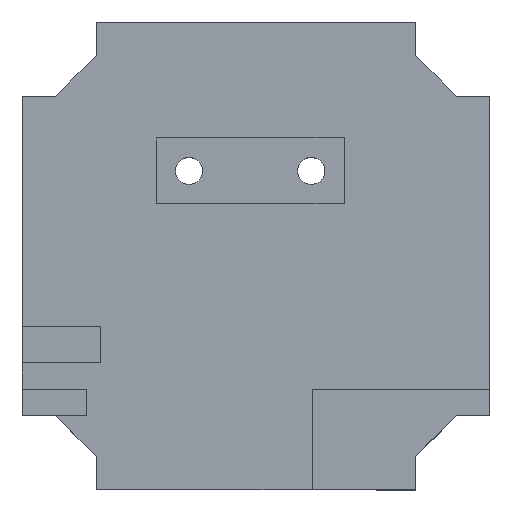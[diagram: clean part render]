
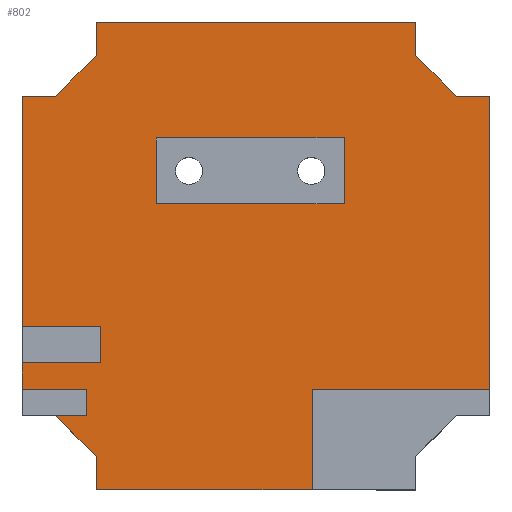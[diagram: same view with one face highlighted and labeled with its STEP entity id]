
A CAD part, top view. The second image highlights one B-rep face of the part: STEP entity #802.
In plain terms, the highlighted planar face has unit normal (0, 0, 1).
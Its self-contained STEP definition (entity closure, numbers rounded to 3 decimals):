
#32=FACE_BOUND('',#155,.T.);
#66=PLANE('',#873);
#105=FACE_OUTER_BOUND('',#154,.T.);
#154=EDGE_LOOP('',(#716,#717,#718,#719,#720,#721,#722,#723,#724,#725,#726,
#727,#728,#729,#730,#731,#732,#733,#734,#735,#736));
#155=EDGE_LOOP('',(#737,#738,#739,#740));
#162=LINE('',#1097,#258);
#166=LINE('',#1105,#262);
#169=LINE('',#1111,#265);
#172=LINE('',#1116,#268);
#179=LINE('',#1144,#275);
#182=LINE('',#1150,#278);
#188=LINE('',#1163,#284);
#192=LINE('',#1170,#288);
#203=LINE('',#1194,#299);
#206=LINE('',#1200,#302);
#208=LINE('',#1203,#304);
#209=LINE('',#1207,#305);
#213=LINE('',#1215,#309);
#216=LINE('',#1221,#312);
#219=LINE('',#1228,#315);
#223=LINE('',#1236,#319);
#226=LINE('',#1242,#322);
#229=LINE('',#1249,#325);
#233=LINE('',#1257,#329);
#238=LINE('',#1265,#334);
#246=LINE('',#1281,#342);
#248=LINE('',#1284,#344);
#250=LINE('',#1287,#346);
#252=LINE('',#1290,#348);
#253=LINE('',#1291,#349);
#258=VECTOR('',#900,10.);
#262=VECTOR('',#906,10.);
#265=VECTOR('',#911,10.);
#268=VECTOR('',#916,10.);
#275=VECTOR('',#945,10.);
#278=VECTOR('',#950,10.);
#284=VECTOR('',#960,10.);
#288=VECTOR('',#966,10.);
#299=VECTOR('',#983,10.);
#302=VECTOR('',#988,10.);
#304=VECTOR('',#992,10.);
#305=VECTOR('',#995,10.);
#309=VECTOR('',#1001,10.);
#312=VECTOR('',#1006,10.);
#315=VECTOR('',#1011,10.);
#319=VECTOR('',#1017,10.);
#322=VECTOR('',#1022,10.);
#325=VECTOR('',#1027,10.);
#329=VECTOR('',#1033,10.);
#334=VECTOR('',#1040,10.);
#342=VECTOR('',#1056,10.);
#344=VECTOR('',#1060,10.);
#346=VECTOR('',#1064,10.);
#348=VECTOR('',#1068,10.);
#349=VECTOR('',#1069,10.);
#369=VERTEX_POINT('',#1095);
#370=VERTEX_POINT('',#1096);
#373=VERTEX_POINT('',#1104);
#375=VERTEX_POINT('',#1110);
#385=VERTEX_POINT('',#1141);
#386=VERTEX_POINT('',#1143);
#388=VERTEX_POINT('',#1149);
#392=VERTEX_POINT('',#1160);
#393=VERTEX_POINT('',#1162);
#395=VERTEX_POINT('',#1168);
#404=VERTEX_POINT('',#1191);
#405=VERTEX_POINT('',#1193);
#406=VERTEX_POINT('',#1197);
#407=VERTEX_POINT('',#1199);
#408=VERTEX_POINT('',#1205);
#409=VERTEX_POINT('',#1206);
#412=VERTEX_POINT('',#1214);
#414=VERTEX_POINT('',#1220);
#416=VERTEX_POINT('',#1226);
#417=VERTEX_POINT('',#1227);
#420=VERTEX_POINT('',#1235);
#422=VERTEX_POINT('',#1241);
#424=VERTEX_POINT('',#1247);
#425=VERTEX_POINT('',#1248);
#428=VERTEX_POINT('',#1256);
#444=EDGE_CURVE('',#369,#370,#162,.T.);
#448=EDGE_CURVE('',#370,#373,#166,.T.);
#451=EDGE_CURVE('',#373,#375,#169,.T.);
#454=EDGE_CURVE('',#375,#369,#172,.T.);
#467=EDGE_CURVE('',#386,#385,#179,.T.);
#470=EDGE_CURVE('',#388,#386,#182,.T.);
#476=EDGE_CURVE('',#393,#392,#188,.T.);
#480=EDGE_CURVE('',#392,#395,#192,.T.);
#491=EDGE_CURVE('',#405,#404,#203,.T.);
#494=EDGE_CURVE('',#407,#406,#206,.T.);
#496=EDGE_CURVE('',#404,#407,#208,.T.);
#497=EDGE_CURVE('',#408,#409,#209,.T.);
#501=EDGE_CURVE('',#409,#412,#213,.T.);
#504=EDGE_CURVE('',#412,#414,#216,.T.);
#507=EDGE_CURVE('',#416,#417,#219,.T.);
#511=EDGE_CURVE('',#420,#416,#223,.T.);
#514=EDGE_CURVE('',#422,#420,#226,.T.);
#517=EDGE_CURVE('',#424,#425,#229,.T.);
#521=EDGE_CURVE('',#425,#428,#233,.T.);
#526=EDGE_CURVE('',#385,#428,#238,.T.);
#534=EDGE_CURVE('',#414,#395,#246,.T.);
#536=EDGE_CURVE('',#417,#408,#248,.T.);
#538=EDGE_CURVE('',#393,#424,#250,.T.);
#540=EDGE_CURVE('',#388,#406,#252,.T.);
#541=EDGE_CURVE('',#405,#422,#253,.T.);
#716=ORIENTED_EDGE('',*,*,#526,.T.);
#717=ORIENTED_EDGE('',*,*,#521,.F.);
#718=ORIENTED_EDGE('',*,*,#517,.F.);
#719=ORIENTED_EDGE('',*,*,#538,.F.);
#720=ORIENTED_EDGE('',*,*,#476,.T.);
#721=ORIENTED_EDGE('',*,*,#480,.T.);
#722=ORIENTED_EDGE('',*,*,#534,.F.);
#723=ORIENTED_EDGE('',*,*,#504,.F.);
#724=ORIENTED_EDGE('',*,*,#501,.F.);
#725=ORIENTED_EDGE('',*,*,#497,.F.);
#726=ORIENTED_EDGE('',*,*,#536,.F.);
#727=ORIENTED_EDGE('',*,*,#507,.F.);
#728=ORIENTED_EDGE('',*,*,#511,.F.);
#729=ORIENTED_EDGE('',*,*,#514,.F.);
#730=ORIENTED_EDGE('',*,*,#541,.F.);
#731=ORIENTED_EDGE('',*,*,#491,.T.);
#732=ORIENTED_EDGE('',*,*,#496,.T.);
#733=ORIENTED_EDGE('',*,*,#494,.T.);
#734=ORIENTED_EDGE('',*,*,#540,.F.);
#735=ORIENTED_EDGE('',*,*,#470,.T.);
#736=ORIENTED_EDGE('',*,*,#467,.T.);
#737=ORIENTED_EDGE('',*,*,#444,.T.);
#738=ORIENTED_EDGE('',*,*,#448,.T.);
#739=ORIENTED_EDGE('',*,*,#451,.T.);
#740=ORIENTED_EDGE('',*,*,#454,.T.);
#802=ADVANCED_FACE('',(#105,#32),#66,.T.);
#873=AXIS2_PLACEMENT_3D('',#1293,#1071,#1072);
#900=DIRECTION('',(0.,1.,0.));
#906=DIRECTION('',(1.,0.,0.));
#911=DIRECTION('',(0.,-1.,0.));
#916=DIRECTION('',(-1.,0.,0.));
#945=DIRECTION('',(0.,-1.,0.));
#950=DIRECTION('',(1.,0.,0.));
#960=DIRECTION('',(0.,1.,0.));
#966=DIRECTION('',(1.,0.,0.));
#983=DIRECTION('',(1.,0.,0.));
#988=DIRECTION('',(-1.,0.,0.));
#992=DIRECTION('',(0.,-1.,0.));
#995=DIRECTION('',(0.,-1.,0.));
#1001=DIRECTION('',(0.707,-0.707,0.));
#1006=DIRECTION('',(1.,0.,0.));
#1011=DIRECTION('',(0.,1.,0.));
#1017=DIRECTION('',(0.707,0.707,0.));
#1022=DIRECTION('',(1.,0.,0.));
#1027=DIRECTION('',(0.,1.,0.));
#1033=DIRECTION('',(-0.707,0.707,0.));
#1040=DIRECTION('',(-1.,0.,0.));
#1056=DIRECTION('',(0.,-1.,0.));
#1060=DIRECTION('',(1.,0.,0.));
#1064=DIRECTION('',(-1.,0.,0.));
#1068=DIRECTION('',(0.,1.,0.));
#1069=DIRECTION('',(0.,1.,0.));
#1071=DIRECTION('center_axis',(0.,0.,1.));
#1072=DIRECTION('ref_axis',(1.,0.,0.));
#1095=CARTESIAN_POINT('',(-31.55,26.465,14.));
#1096=CARTESIAN_POINT('',(-31.55,33.465,14.));
#1097=CARTESIAN_POINT('',(-31.55,27.198,14.));
#1104=CARTESIAN_POINT('',(-11.55,33.465,14.));
#1105=CARTESIAN_POINT('',(-16.176,33.465,14.));
#1110=CARTESIAN_POINT('',(-11.55,26.465,14.));
#1111=CARTESIAN_POINT('',(-11.55,23.698,14.));
#1116=CARTESIAN_POINT('',(-26.176,26.465,14.));
#1141=CARTESIAN_POINT('',(-38.949,3.93,14.));
#1143=CARTESIAN_POINT('',(-38.949,6.73,14.));
#1144=CARTESIAN_POINT('',(-38.949,12.43,14.));
#1149=CARTESIAN_POINT('',(-45.83,6.73,14.));
#1150=CARTESIAN_POINT('',(-29.876,6.73,14.));
#1160=CARTESIAN_POINT('',(-14.947,6.73,14.));
#1162=CARTESIAN_POINT('',(-14.947,-3.97,14.));
#1163=CARTESIAN_POINT('',(-14.947,13.83,14.));
#1168=CARTESIAN_POINT('',(3.97,6.73,14.));
#1170=CARTESIAN_POINT('',(-8.416,6.73,14.));
#1191=CARTESIAN_POINT('',(-37.513,13.43,14.));
#1193=CARTESIAN_POINT('',(-45.83,13.43,14.));
#1194=CARTESIAN_POINT('',(-29.158,13.43,14.));
#1197=CARTESIAN_POINT('',(-45.83,9.562,14.));
#1199=CARTESIAN_POINT('',(-37.513,9.562,14.));
#1200=CARTESIAN_POINT('',(-33.316,9.562,14.));
#1203=CARTESIAN_POINT('',(-37.513,15.246,14.));
#1205=CARTESIAN_POINT('',(-3.93,45.83,14.));
#1206=CARTESIAN_POINT('',(-3.93,42.255,14.));
#1207=CARTESIAN_POINT('',(-3.93,31.593,14.));
#1214=CARTESIAN_POINT('',(0.395,37.93,14.));
#1215=CARTESIAN_POINT('',(-0.686,39.011,14.));
#1220=CARTESIAN_POINT('',(3.97,37.93,14.));
#1221=CARTESIAN_POINT('',(-8.48,37.93,14.));
#1226=CARTESIAN_POINT('',(-37.93,42.255,14.));
#1227=CARTESIAN_POINT('',(-37.93,45.83,14.));
#1228=CARTESIAN_POINT('',(-37.93,33.38,14.));
#1235=CARTESIAN_POINT('',(-42.255,37.93,14.));
#1236=CARTESIAN_POINT('',(-39.011,41.174,14.));
#1241=CARTESIAN_POINT('',(-45.83,37.93,14.));
#1242=CARTESIAN_POINT('',(-31.593,37.93,14.));
#1247=CARTESIAN_POINT('',(-37.93,-3.97,14.));
#1248=CARTESIAN_POINT('',(-37.93,-0.395,14.));
#1249=CARTESIAN_POINT('',(-37.93,10.267,14.));
#1256=CARTESIAN_POINT('',(-42.255,3.93,14.));
#1257=CARTESIAN_POINT('',(-41.174,2.849,14.));
#1265=CARTESIAN_POINT('',(-33.316,3.93,14.));
#1281=CARTESIAN_POINT('',(3.97,29.33,14.));
#1284=CARTESIAN_POINT('',(-29.33,45.83,14.));
#1287=CARTESIAN_POINT('',(-12.53,-3.97,14.));
#1290=CARTESIAN_POINT('',(-45.83,12.53,14.));
#1291=CARTESIAN_POINT('',(-45.83,12.53,14.));
#1293=CARTESIAN_POINT('Origin',(-20.802,20.93,14.));
